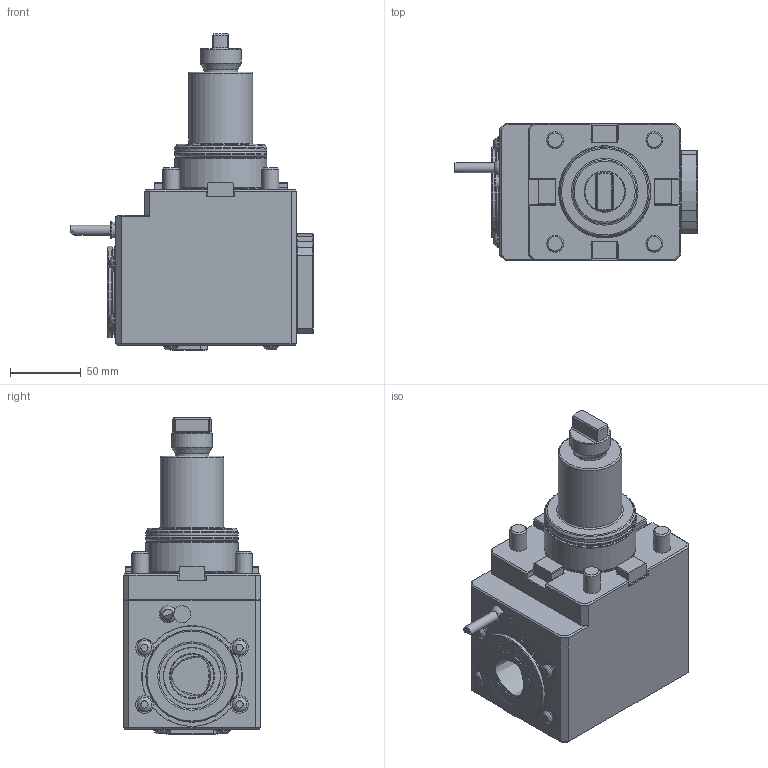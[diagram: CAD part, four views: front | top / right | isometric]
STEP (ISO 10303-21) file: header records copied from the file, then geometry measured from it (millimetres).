
FILE_DESCRIPTION(/* description */ ('Unknown'),/* implementation_level */ '2;1');
FILE_NAME(/* name */ 'C4-DNI-EM65A-I-A',/* time_stamp */ '2022-12-06T14:08:43+01:00',/* author */ ('KS'),/* organization */ ('WTO'),/* preprocessor_version */ 'ST-DEVELOPER v16.7',/* originating_system */ 'DEX',/* authorisation */ $);
FILE_SCHEMA (('AUTOMOTIVE_DESIGN {1 0 10303 214 3 1 1}'));
Length unit declared in the file: millimetre
Products named in the file (1): 118788_C4-DNI-EM65A-I-A_vereinfacht_STP_00466564
Bounding box: 170.5 x 97 x 223 mm (x, y, z)
Surface area: 101486 mm2 (no closed solid volume)
Topology: 0 solids, 1 shells, 332 faces, 838 edges, 527 vertices
Faces by surface type: plane 210, cylinder 49, cone 49, torus 10, sphere 9, bspline 5
Full cylindrical faces by diameter (mm): 2.5 x1, 6 x1, 7 x1, 10.5 x6, 12 x5, 23.7 x1, 29 x1, 31.8 x1, 45 x1, 58.8 x1, 60 x1, 64.4 x1, 64.5 x1, 64.9 x2, 65 x1
Entity records: 9500 total; most frequent: CARTESIAN_POINT 2019, DIRECTION 1494, ORIENTED_EDGE 1472, EDGE_CURVE 736, AXIS2_PLACEMENT_3D 508, VERTEX_POINT 497, LINE 478, VECTOR 478
